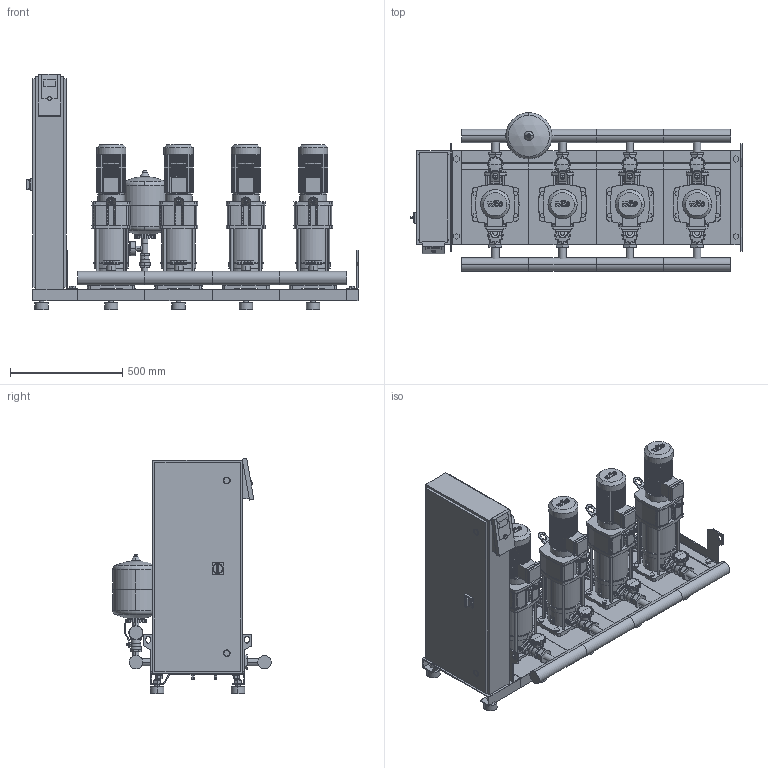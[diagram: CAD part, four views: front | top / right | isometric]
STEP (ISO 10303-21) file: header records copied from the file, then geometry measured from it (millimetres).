
FILE_DESCRIPTION((''),'2;1');
FILE_NAME('3d_SiBoostSmart4HELIXV404-2537571.stp','2016-01-25T10:40:48',(''),(''),'Mechanical Desktop 2009','Mechanical Desktop 2009',', , ');
FILE_SCHEMA(('CONFIG_CONTROL_DESIGN'));
Length unit declared in the file: millimetre
Products named in the file (1): Product
Bounding box: 1480 x 706.15 x 1048.4 mm (x, y, z)
Volume: 122059847.9 mm3; surface area: 9986196.6 mm2
Topology: 177 solids, 177 shells, 5196 faces, 13262 edges, 8708 vertices
Faces by surface type: plane 2199, cylinder 1386, bspline 1369, cone 202, torus 34, sphere 6
Entity records: 166182 total; most frequent: CARTESIAN_POINT 41392, ORIENTED_EDGE 26484, DIRECTION 24186, EDGE_CURVE 13242, VECTOR 8730, LINE 8730, VERTEX_POINT 8704, AXIS2_PLACEMENT_3D 7728
